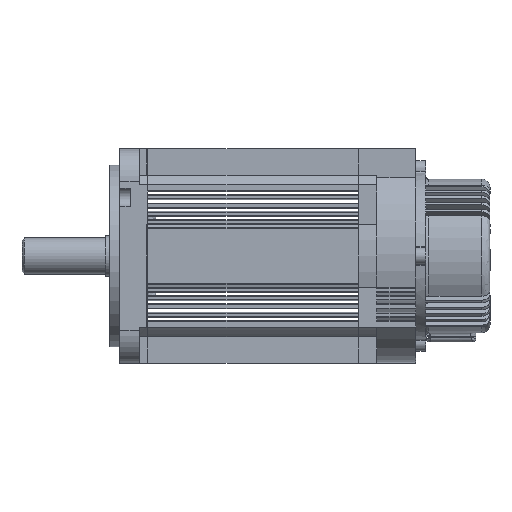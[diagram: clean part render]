
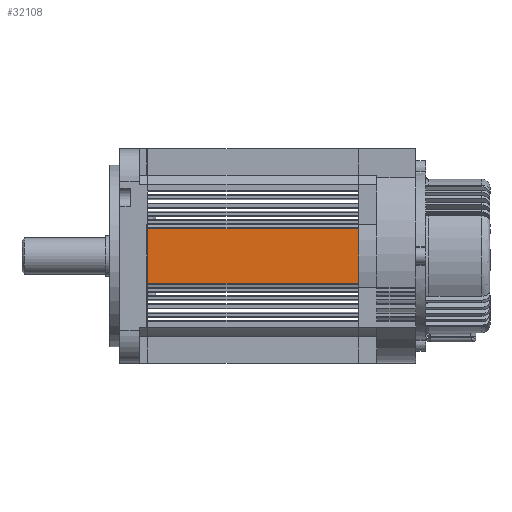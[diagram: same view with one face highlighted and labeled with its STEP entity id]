
A CAD part, front view. The second image highlights one B-rep face of the part: STEP entity #32108.
In plain terms, the highlighted planar face has unit normal (0, 1, 0).
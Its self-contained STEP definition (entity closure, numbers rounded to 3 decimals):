
#158 = CARTESIAN_POINT ( 'NONE',  ( -47.497, -89.341, -48.822 ) ) ;
#1291 = DIRECTION ( 'NONE',  ( 0., 0., -1. ) ) ;
#1662 = FACE_OUTER_BOUND ( 'NONE', #9274, .T. ) ;
#2169 = DIRECTION ( 'NONE',  ( 0., 0., 1. ) ) ;
#4969 = CARTESIAN_POINT ( 'NONE',  ( 82.503, -89.341, -48.822 ) ) ;
#6084 = ORIENTED_EDGE ( 'NONE', *, *, #14546, .T. ) ;
#6229 = ORIENTED_EDGE ( 'NONE', *, *, #16884, .T. ) ;
#8799 = VECTOR ( 'NONE', #29874, 1000. ) ;
#9074 = ORIENTED_EDGE ( 'NONE', *, *, #27996, .T. ) ;
#9274 = EDGE_LOOP ( 'NONE', ( #6084, #6229, #27467, #9074 ) ) ;
#9596 = LINE ( 'NONE', #12080, #8799 ) ;
#10034 = CARTESIAN_POINT ( 'NONE',  ( -47.497, -89.341, -15.822 ) ) ;
#11058 = CARTESIAN_POINT ( 'NONE',  ( 80.003, -89.341, -15.822 ) ) ;
#12003 = CARTESIAN_POINT ( 'NONE',  ( -47.497, -89.341, -75.322 ) ) ;
#12080 = CARTESIAN_POINT ( 'NONE',  ( -47.497, -89.341, -15.822 ) ) ;
#12222 = LINE ( 'NONE', #31663, #24970 ) ;
#14546 = EDGE_CURVE ( 'NONE', #17600, #16145, #9596, .T. ) ;
#14754 = PLANE ( 'NONE',  #29177 ) ;
#16145 = VERTEX_POINT ( 'NONE', #11058 ) ;
#16884 = EDGE_CURVE ( 'NONE', #16145, #27278, #12222, .T. ) ;
#17198 = VECTOR ( 'NONE', #24703, 1000. ) ;
#17310 = DIRECTION ( 'NONE',  ( 0., 1., 0. ) ) ;
#17497 = VECTOR ( 'NONE', #22675, 1000. ) ;
#17600 = VERTEX_POINT ( 'NONE', #10034 ) ;
#22113 = CARTESIAN_POINT ( 'NONE',  ( -47.497, -89.341, -75.322 ) ) ;
#22675 = DIRECTION ( 'NONE',  ( 1., 0., 0. ) ) ;
#23449 = LINE ( 'NONE', #4969, #17497 ) ;
#24703 = DIRECTION ( 'NONE',  ( 0., 0., 1. ) ) ;
#24823 = EDGE_CURVE ( 'NONE', #27107, #27278, #23449, .T. ) ;
#24970 = VECTOR ( 'NONE', #1291, 1000. ) ;
#27107 = VERTEX_POINT ( 'NONE', #158 ) ;
#27278 = VERTEX_POINT ( 'NONE', #28523 ) ;
#27467 = ORIENTED_EDGE ( 'NONE', *, *, #24823, .F. ) ;
#27996 = EDGE_CURVE ( 'NONE', #27107, #17600, #30720, .T. ) ;
#28523 = CARTESIAN_POINT ( 'NONE',  ( 80.003, -89.341, -48.822 ) ) ;
#29177 = AXIS2_PLACEMENT_3D ( 'NONE', #12003, #17310, #2169 ) ;
#29874 = DIRECTION ( 'NONE',  ( 1., 0., 0. ) ) ;
#30720 = LINE ( 'NONE', #22113, #17198 ) ;
#31663 = CARTESIAN_POINT ( 'NONE',  ( 80.003, -89.341, -75.322 ) ) ;
#32108 = ADVANCED_FACE ( 'NONE', ( #1662 ), #14754, .T. ) ;
